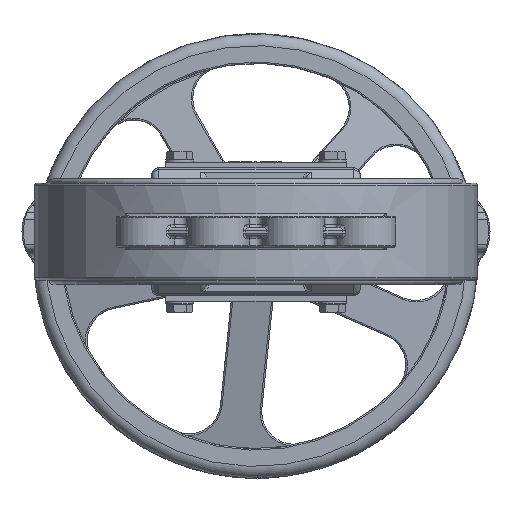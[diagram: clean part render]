
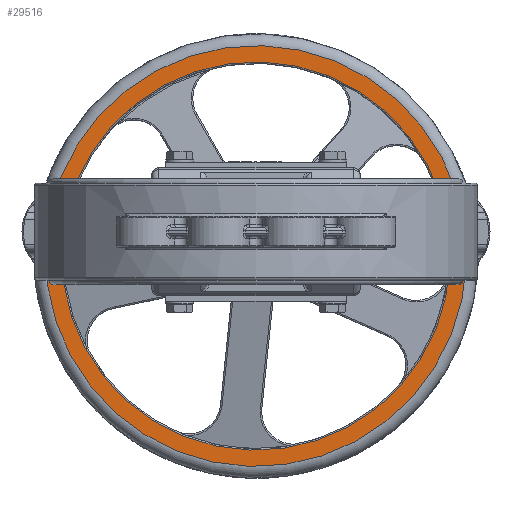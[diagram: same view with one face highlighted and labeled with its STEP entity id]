
A CAD part, front view. The second image highlights one B-rep face of the part: STEP entity #29516.
In plain terms, the highlighted face is planar.
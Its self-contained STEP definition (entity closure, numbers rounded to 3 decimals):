
#3844=FACE_BOUND('',#7347,.T.);
#4189=PLANE('',#32634);
#5495=FACE_OUTER_BOUND('',#7346,.T.);
#7346=EDGE_LOOP('',(#25273));
#7347=EDGE_LOOP('',(#25274));
#12358=CIRCLE('',#32632,139.734);
#12360=CIRCLE('',#32635,151.467);
#14814=VERTEX_POINT('',#55499);
#14815=VERTEX_POINT('',#55503);
#18440=EDGE_CURVE('',#14814,#14814,#12358,.T.);
#18442=EDGE_CURVE('',#14815,#14815,#12360,.T.);
#25273=ORIENTED_EDGE('',*,*,#18442,.F.);
#25274=ORIENTED_EDGE('',*,*,#18440,.F.);
#29516=ADVANCED_FACE('',(#5495,#3844),#4189,.T.);
#32632=AXIS2_PLACEMENT_3D('',#55500,#39527,#39528);
#32634=AXIS2_PLACEMENT_3D('',#55502,#39531,#39532);
#32635=AXIS2_PLACEMENT_3D('',#55504,#39533,#39534);
#39527=DIRECTION('center_axis',(0.,0.,-1.));
#39528=DIRECTION('ref_axis',(0.,1.,0.));
#39531=DIRECTION('center_axis',(0.,0.,-1.));
#39532=DIRECTION('ref_axis',(-1.,0.,0.));
#39533=DIRECTION('center_axis',(0.,0.,1.));
#39534=DIRECTION('ref_axis',(0.,1.,0.));
#55499=CARTESIAN_POINT('',(-140.4,8.589,21.501));
#55500=CARTESIAN_POINT('Origin',(-0.667,8.589,21.501));
#55502=CARTESIAN_POINT('Origin',(-0.667,-151.412,21.501));
#55503=CARTESIAN_POINT('',(-152.134,8.589,21.501));
#55504=CARTESIAN_POINT('Origin',(-0.667,8.589,21.501));
